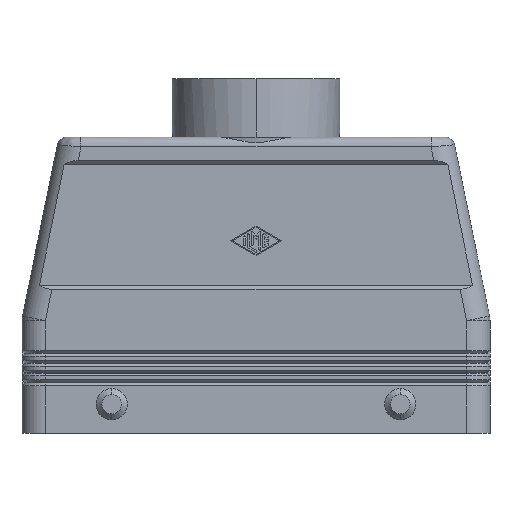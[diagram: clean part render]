
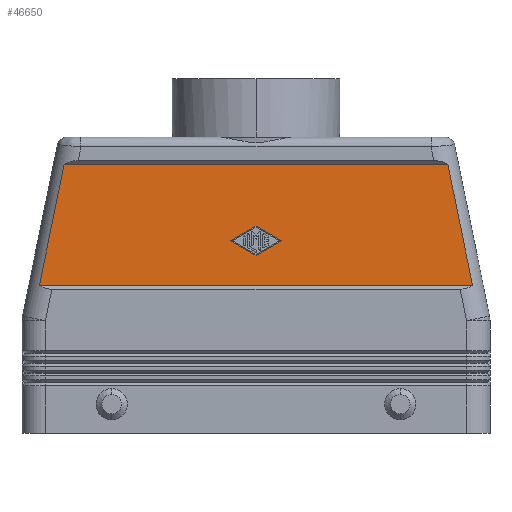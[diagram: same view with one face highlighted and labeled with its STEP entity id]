
A CAD part, front view. The second image highlights one B-rep face of the part: STEP entity #46650.
In plain terms, the highlighted planar face has unit normal (0, -1, 0).
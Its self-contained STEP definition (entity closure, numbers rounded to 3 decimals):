
#4910=CARTESIAN_POINT('',(55.525,-20.5,38.));
#4920=VERTEX_POINT('',#4910);
#4950=CARTESIAN_POINT('',(49.191,-20.5,69.));
#4960=DIRECTION('',(0.2,0.,-0.98));
#4970=VECTOR('',#4960,31.64);
#4980=LINE('',#4950,#4970);
#4990=CARTESIAN_POINT('',(49.191,-20.5,69.));
#5000=VERTEX_POINT('',#4990);
#5010=EDGE_CURVE('',#5000,#4920,#4980,.T.);
#7390=CARTESIAN_POINT('',(-49.191,-20.5,69.));
#7400=VERTEX_POINT('',#7390);
#7430=CARTESIAN_POINT('',(-55.525,-20.5,38.));
#7440=DIRECTION('',(0.2,0.,0.98));
#7450=VECTOR('',#7440,31.64);
#7460=LINE('',#7430,#7450);
#7470=CARTESIAN_POINT('',(-55.525,-20.5,38.));
#7480=VERTEX_POINT('',#7470);
#7490=EDGE_CURVE('',#7480,#7400,#7460,.T.);
#46100=CARTESIAN_POINT('',(0.,-20.5,69.));
#46110=DIRECTION('',(0.,1.,0.));
#46120=DIRECTION('',(0.,0.,1.));
#46130=AXIS2_PLACEMENT_3D('',#46100,#46110,#46120);
#46140=PLANE('',#46130);
#46150=CARTESIAN_POINT('',(-55.525,-20.5,38.));
#46160=DIRECTION('',(1.,0.,0.));
#46170=VECTOR('',#46160,111.049);
#46180=LINE('',#46150,#46170);
#46190=EDGE_CURVE('',#7480,#4920,#46180,.T.);
#46200=ORIENTED_EDGE('',*,*,#46190,.T.);
#46210=ORIENTED_EDGE('',*,*,#7490,.F.);
#46220=CARTESIAN_POINT('',(-49.191,-20.5,69.));
#46230=DIRECTION('',(1.,0.,0.));
#46240=VECTOR('',#46230,98.383);
#46250=LINE('',#46220,#46240);
#46260=EDGE_CURVE('',#7400,#5000,#46250,.T.);
#46270=ORIENTED_EDGE('',*,*,#46260,.F.);
#46280=ORIENTED_EDGE('',*,*,#5010,.F.);
#46290=EDGE_LOOP('',(#46280,#46270,#46210,#46200));
#46300=FACE_OUTER_BOUND('',#46290,.T.);
#46310=CARTESIAN_POINT('',(6.5,-20.5,49.4));
#46320=DIRECTION('',(-0.866,0.,-0.5));
#46330=VECTOR('',#46320,7.504);
#46340=LINE('',#46310,#46330);
#46350=CARTESIAN_POINT('',(6.5,-20.5,49.4));
#46360=VERTEX_POINT('',#46350);
#46370=CARTESIAN_POINT('',(0.,-20.5,45.651));
#46380=VERTEX_POINT('',#46370);
#46390=EDGE_CURVE('',#46360,#46380,#46340,.T.);
#46400=ORIENTED_EDGE('',*,*,#46390,.T.);
#46410=CARTESIAN_POINT('',(0.,-20.5,53.149));
#46420=DIRECTION('',(0.866,0.,-0.5));
#46430=VECTOR('',#46420,7.504);
#46440=LINE('',#46410,#46430);
#46450=CARTESIAN_POINT('',(0.,-20.5,53.149));
#46460=VERTEX_POINT('',#46450);
#46470=EDGE_CURVE('',#46460,#46360,#46440,.T.);
#46480=ORIENTED_EDGE('',*,*,#46470,.T.);
#46490=CARTESIAN_POINT('',(-6.5,-20.5,49.4));
#46500=DIRECTION('',(0.866,0.,0.5));
#46510=VECTOR('',#46500,7.504);
#46520=LINE('',#46490,#46510);
#46530=CARTESIAN_POINT('',(-6.5,-20.5,49.4));
#46540=VERTEX_POINT('',#46530);
#46550=EDGE_CURVE('',#46540,#46460,#46520,.T.);
#46560=ORIENTED_EDGE('',*,*,#46550,.T.);
#46570=CARTESIAN_POINT('',(0.,-20.5,45.651));
#46580=DIRECTION('',(-0.866,0.,0.5));
#46590=VECTOR('',#46580,7.504);
#46600=LINE('',#46570,#46590);
#46610=EDGE_CURVE('',#46380,#46540,#46600,.T.);
#46620=ORIENTED_EDGE('',*,*,#46610,.T.);
#46630=EDGE_LOOP('',(#46620,#46560,#46480,#46400));
#46640=FACE_BOUND('',#46630,.T.);
#46650=ADVANCED_FACE('',(#46300,#46640),#46140,.F.);
